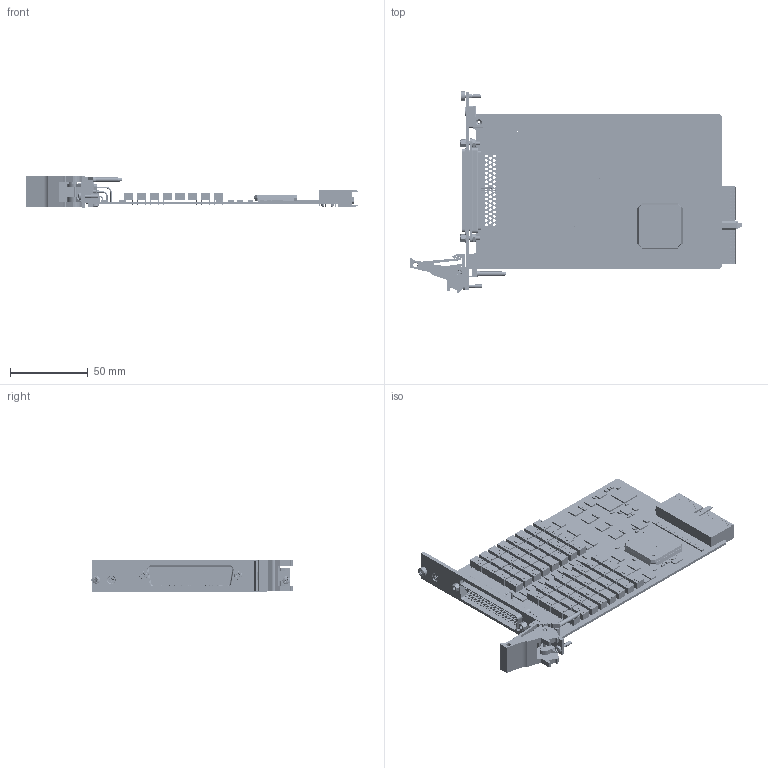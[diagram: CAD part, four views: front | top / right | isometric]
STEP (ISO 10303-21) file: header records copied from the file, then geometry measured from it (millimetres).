
FILE_DESCRIPTION (( 'STEP AP214' ), '1' );
FILE_NAME ('40-515-001 3U 1 Slot 1 x 50 Way D-Type.STEP', '2013-08-27T15:24:50', ( 'admin' ), ( '' ), 'SwSTEP 2.0', 'SolidWorks 2012', '' );
FILE_SCHEMA (( 'AUTOMOTIVE_DESIGN' ));
Length unit declared in the file: millimetre
Products named in the file (1): 40-515-001 3U 1 Slot 1 x 50 Way D-Type
Bounding box: 214.01 x 129.67 x 20 mm (x, y, z)
Surface area: 75289.9 mm2 (no closed solid volume)
Topology: 0 solids, 1699 shells, 4484 faces, 28501 edges, 25267 vertices
Faces by surface type: plane 3477, cylinder 919, bspline 41, cone 24, torus 18, sphere 5
Full cylindrical faces by diameter (mm): 0.4 x429, 0.6 x110, 1 x54, 1.01 x2, 1.016 x2, 1.365 x1, 1.389 x1, 1.496 x2, 1.784 x1, 1.801 x46, 1.805 x1, 1.871 x1, 1.877 x1, 1.999 x1, 2 x5, 2.05 x3, 2.497 x1, 2.5 x6, 2.6 x1, 2.7 x1, 2.8 x1, 3 x3, 4.7 x1, 5 x4, 5.2 x2, 5.3 x1, 5.5 x2, 6 x1, 6.1 x1
Entity records: 434814 total; most frequent: CARTESIAN_POINT 192993, ORIENTED_EDGE 32669, DIRECTION 30845, EDGE_CURVE 27615, VERTEX_POINT 25094, LINE 17549, VECTOR 17549, B_SPLINE_CURVE_WITH_KNOTS 7853
